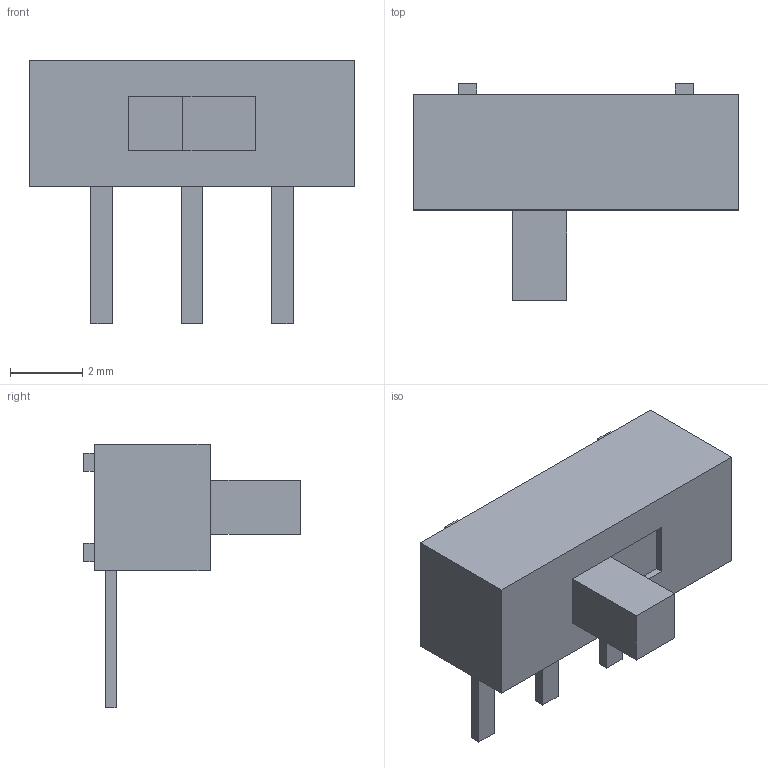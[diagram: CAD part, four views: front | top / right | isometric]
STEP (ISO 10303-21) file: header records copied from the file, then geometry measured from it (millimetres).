
FILE_DESCRIPTION(('FreeCAD Model'),'2;1');
FILE_NAME('Open CASCADE Shape Model','2025-02-01T12:15:29',(''),(''), 'Open CASCADE STEP processor 7.8','FreeCAD','Unknown');
FILE_SCHEMA(('AUTOMOTIVE_DESIGN { 1 0 10303 214 1 1 1 1 }'));
Length unit declared in the file: millimetre
Products named in the file (10): Unnamed; 立方体009; 立方体001; Cut; 立方体003; 立方体004; 立方体005; 立方体006; 立方体007; 立方体008
Assembly tree (9 placements, depth 2):
  Unnamed
    立方体009
    立方体001
    Cut
    立方体003
    立方体004
    立方体005
    立方体006
    立方体007
    立方体008
Bounding box: 9 x 6 x 7.3 mm (x, y, z)
Volume: 108.2 mm3; surface area: 191.7 mm2
Topology: 9 solids, 9 shells, 59 faces, 120 edges, 80 vertices
Faces by surface type: plane 59
Entity records: 1762 total; most frequent: CARTESIAN_POINT 269, DIRECTION 258, ORIENTED_EDGE 240, EDGE_CURVE 120, LINE 120, VECTOR 120, VERTEX_POINT 80, AXIS2_PLACEMENT_3D 69
